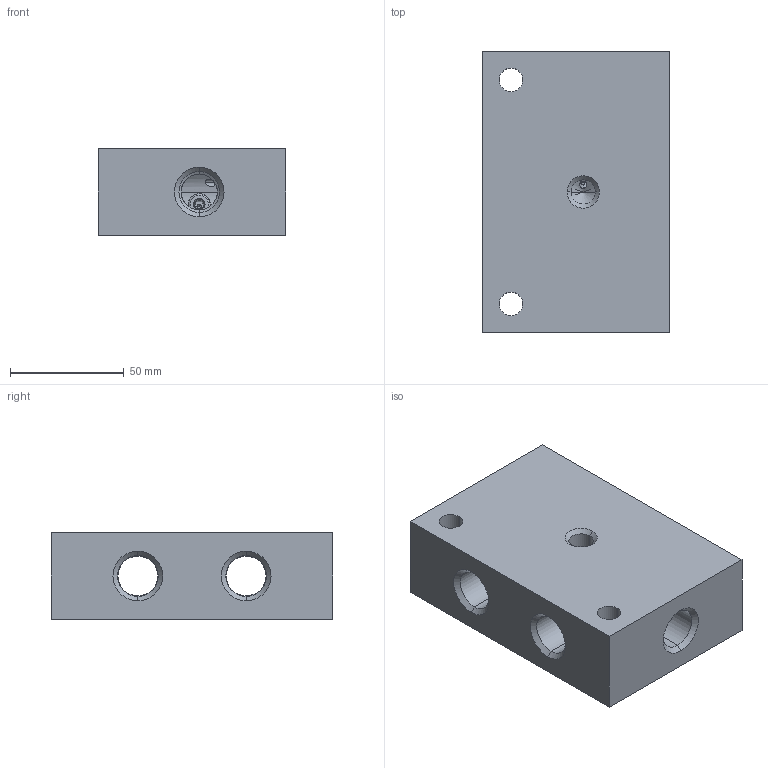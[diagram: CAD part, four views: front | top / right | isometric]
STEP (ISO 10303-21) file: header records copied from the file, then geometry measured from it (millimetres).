
FILE_DESCRIPTION((''),'2;1');
FILE_NAME('YHC_ASM','2020-03-26T',('ProEService'),(''),'PRO/ENGINEER BY PARAMETRIC TECHNOLOGY CORPORATION, 2014200','PRO/ENGINEER BY PARAMETRIC TECHNOLOGY CORPORATION, 2014200','');
FILE_SCHEMA(('CONFIG_CONTROL_DESIGN'));
Length unit declared in the file: inch
Products named in the file (3): 150-033-002; CSZNXXN; YHC_ASM
Assembly tree (2 placements, depth 2):
  YHC_ASM
    150-033-002
    CSZNXXN
Bounding box: 82.55 x 123.83 x 38.1 mm (x, y, z)
Volume: 298482.9 mm3; surface area: 53498.9 mm2
Topology: 6 solids, 6 shells, 250 faces, 770 edges, 627 vertices
Faces by surface type: cylinder 92, cone 63, torus 50, plane 33, revolution 8, sphere 4
Entity records: 10118 total; most frequent: CARTESIAN_POINT 3286, DIRECTION 1504, ORIENTED_EDGE 1088, AXIS2_PLACEMENT_3D 544, EDGE_CURVE 544, VECTOR 408, LINE 408, VERTEX_POINT 313
